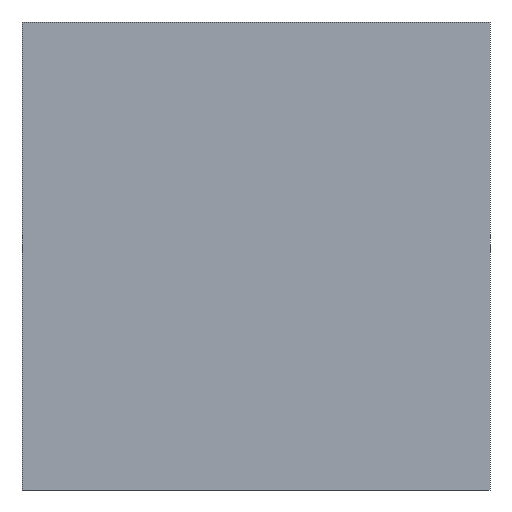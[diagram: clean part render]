
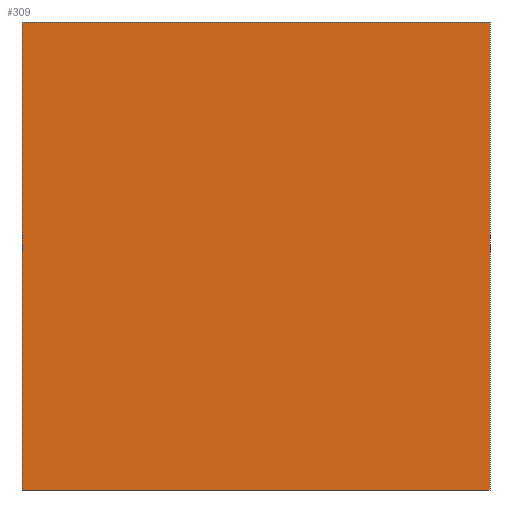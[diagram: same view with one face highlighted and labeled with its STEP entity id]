
A CAD part, left-side view. The second image highlights one B-rep face of the part: STEP entity #309.
In plain terms, the highlighted planar face has unit normal (-1, 0, 0).
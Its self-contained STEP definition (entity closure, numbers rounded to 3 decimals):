
#140 = CARTESIAN_POINT ( 'NONE',  ( -24.5, -3.25, 0. ) ) ;
#145 = LINE ( 'NONE', #148, #149 ) ;
#148 = CARTESIAN_POINT ( 'NONE',  ( -24.5, 13.75, 17. ) ) ;
#149 = VECTOR ( 'NONE', #150, 1000. ) ;
#150 = DIRECTION ( 'NONE',  ( 0., -1., 0. ) ) ;
#309 = ADVANCED_FACE ( 'NONE', ( #1561 ), #1562, .F. ) ;
#391 = CARTESIAN_POINT ( 'NONE',  ( -24.5, -3.25, 17. ) ) ;
#463 = LINE ( 'NONE', #464, #465 ) ;
#464 = CARTESIAN_POINT ( 'NONE',  ( -24.5, -3.25, 17. ) ) ;
#465 = VECTOR ( 'NONE', #466, 1000. ) ;
#466 = DIRECTION ( 'NONE',  ( 0., 0., -1. ) ) ;
#604 = CARTESIAN_POINT ( 'NONE',  ( -24.5, 13.75, 17. ) ) ;
#621 = LINE ( 'NONE', #622, #623 ) ;
#622 = CARTESIAN_POINT ( 'NONE',  ( -24.5, 13.75, 17. ) ) ;
#623 = VECTOR ( 'NONE', #627, 1000. ) ;
#627 = DIRECTION ( 'NONE',  ( 0., 0., -1. ) ) ;
#771 = CARTESIAN_POINT ( 'NONE',  ( -24.5, 13.75, 0. ) ) ;
#911 = LINE ( 'NONE', #912, #913 ) ;
#912 = CARTESIAN_POINT ( 'NONE',  ( -24.5, 13.75, 0. ) ) ;
#913 = VECTOR ( 'NONE', #914, 1000. ) ;
#914 = DIRECTION ( 'NONE',  ( 0., -1., 0. ) ) ;
#974 = VERTEX_POINT ( 'NONE', #140 ) ;
#1044 = ORIENTED_EDGE ( 'NONE', *, *, #1379, .F. ) ;
#1298 = EDGE_CURVE ( 'NONE', #1417, #1371, #145, .T. ) ;
#1371 = VERTEX_POINT ( 'NONE', #391 ) ;
#1379 = EDGE_CURVE ( 'NONE', #1371, #974, #463, .T. ) ;
#1417 = VERTEX_POINT ( 'NONE', #604 ) ;
#1422 = EDGE_CURVE ( 'NONE', #1417, #1693, #621, .T. ) ;
#1494 = EDGE_LOOP ( 'NONE', ( #2034, #1044, #1874, #1937 ) ) ;
#1561 = FACE_OUTER_BOUND ( 'NONE', #1494, .T. ) ;
#1562 = PLANE ( 'NONE',  #1563 ) ;
#1563 = AXIS2_PLACEMENT_3D ( 'NONE', #1564, #1565, #1566 ) ;
#1564 = CARTESIAN_POINT ( 'NONE',  ( -24.5, 13.75, 17. ) ) ;
#1565 = DIRECTION ( 'NONE',  ( 1., 0., 0. ) ) ;
#1566 = DIRECTION ( 'NONE',  ( 0., 0., -1. ) ) ;
#1693 = VERTEX_POINT ( 'NONE', #771 ) ;
#1874 = ORIENTED_EDGE ( 'NONE', *, *, #1298, .F. ) ;
#1937 = ORIENTED_EDGE ( 'NONE', *, *, #1422, .T. ) ;
#2034 = ORIENTED_EDGE ( 'NONE', *, *, #2063, .T. ) ;
#2063 = EDGE_CURVE ( 'NONE', #1693, #974, #911, .T. ) ;
